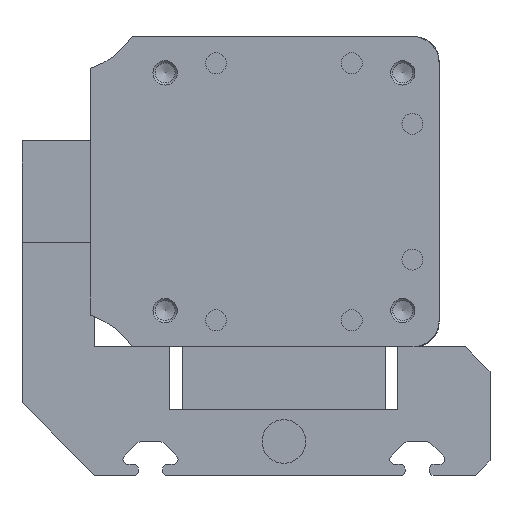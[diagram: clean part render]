
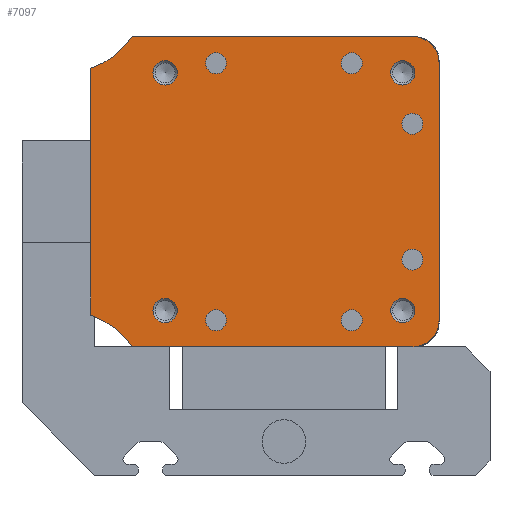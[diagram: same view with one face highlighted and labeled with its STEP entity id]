
A CAD part, left-side view. The second image highlights one B-rep face of the part: STEP entity #7097.
In plain terms, the highlighted planar face has unit normal (-1, 0, 0).
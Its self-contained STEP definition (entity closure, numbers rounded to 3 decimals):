
#402=LINE('',#11284,#1015);
#414=LINE('',#11313,#1027);
#433=LINE('',#11350,#1046);
#449=LINE('',#11386,#1062);
#1015=VECTOR('',#8911,1000.);
#1027=VECTOR('',#8933,1000.);
#1046=VECTOR('',#8960,1000.);
#1062=VECTOR('',#8988,1000.);
#1832=ORIENTED_EDGE('',*,*,#3805,.T.);
#1833=ORIENTED_EDGE('',*,*,#3806,.T.);
#1834=ORIENTED_EDGE('',*,*,#3807,.F.);
#1835=ORIENTED_EDGE('',*,*,#3808,.F.);
#1836=ORIENTED_EDGE('',*,*,#3809,.F.);
#1837=ORIENTED_EDGE('',*,*,#3810,.F.);
#1838=ORIENTED_EDGE('',*,*,#3811,.F.);
#1839=ORIENTED_EDGE('',*,*,#3812,.F.);
#1840=ORIENTED_EDGE('',*,*,#3813,.T.);
#1841=ORIENTED_EDGE('',*,*,#3814,.T.);
#1842=ORIENTED_EDGE('',*,*,#3720,.T.);
#1843=ORIENTED_EDGE('',*,*,#3723,.F.);
#1844=ORIENTED_EDGE('',*,*,#3725,.T.);
#1845=ORIENTED_EDGE('',*,*,#3738,.F.);
#1846=ORIENTED_EDGE('',*,*,#3748,.F.);
#1847=ORIENTED_EDGE('',*,*,#3759,.F.);
#1848=ORIENTED_EDGE('',*,*,#3766,.F.);
#1849=ORIENTED_EDGE('',*,*,#3779,.F.);
#3720=EDGE_CURVE('',#4720,#4721,#5330,.T.);
#3723=EDGE_CURVE('',#4722,#4721,#402,.T.);
#3725=EDGE_CURVE('',#4722,#4723,#5331,.T.);
#3738=EDGE_CURVE('',#4733,#4723,#414,.T.);
#3748=EDGE_CURVE('',#4740,#4733,#5334,.T.);
#3759=EDGE_CURVE('',#4747,#4740,#433,.T.);
#3766=EDGE_CURVE('',#4752,#4747,#5336,.T.);
#3779=EDGE_CURVE('',#4720,#4752,#449,.T.);
#3805=EDGE_CURVE('',#4784,#4784,#5348,.T.);
#3806=EDGE_CURVE('',#4785,#4785,#5349,.T.);
#3807=EDGE_CURVE('',#4786,#4786,#5350,.F.);
#3808=EDGE_CURVE('',#4787,#4787,#5351,.F.);
#3809=EDGE_CURVE('',#4788,#4788,#5352,.F.);
#3810=EDGE_CURVE('',#4789,#4789,#5353,.F.);
#3811=EDGE_CURVE('',#4790,#4790,#5354,.F.);
#3812=EDGE_CURVE('',#4791,#4791,#5355,.F.);
#3813=EDGE_CURVE('',#4792,#4792,#5356,.T.);
#3814=EDGE_CURVE('',#4793,#4793,#5357,.T.);
#4720=VERTEX_POINT('',#11279);
#4721=VERTEX_POINT('',#11280);
#4722=VERTEX_POINT('',#11285);
#4723=VERTEX_POINT('',#11289);
#4733=VERTEX_POINT('',#11312);
#4740=VERTEX_POINT('',#11331);
#4747=VERTEX_POINT('',#11349);
#4752=VERTEX_POINT('',#11363);
#4784=VERTEX_POINT('',#11437);
#4785=VERTEX_POINT('',#11439);
#4786=VERTEX_POINT('',#11441);
#4787=VERTEX_POINT('',#11443);
#4788=VERTEX_POINT('',#11445);
#4789=VERTEX_POINT('',#11447);
#4790=VERTEX_POINT('',#11449);
#4791=VERTEX_POINT('',#11451);
#4792=VERTEX_POINT('',#11453);
#4793=VERTEX_POINT('',#11455);
#5330=CIRCLE('',#7850,17.5);
#5331=CIRCLE('',#7853,17.5);
#5334=CIRCLE('',#7858,5.4);
#5336=CIRCLE('',#7862,5.4);
#5348=CIRCLE('',#7877,2.5);
#5349=CIRCLE('',#7878,2.5);
#5350=CIRCLE('',#7879,2.15);
#5351=CIRCLE('',#7880,2.15);
#5352=CIRCLE('',#7881,2.15);
#5353=CIRCLE('',#7882,2.15);
#5354=CIRCLE('',#7883,2.15);
#5355=CIRCLE('',#7884,2.15);
#5356=CIRCLE('',#7885,2.5);
#5357=CIRCLE('',#7886,2.5);
#5660=EDGE_LOOP('',(#1832));
#5661=EDGE_LOOP('',(#1833));
#5662=EDGE_LOOP('',(#1834));
#5663=EDGE_LOOP('',(#1835));
#5664=EDGE_LOOP('',(#1836));
#5665=EDGE_LOOP('',(#1837));
#5666=EDGE_LOOP('',(#1838));
#5667=EDGE_LOOP('',(#1839));
#5668=EDGE_LOOP('',(#1840));
#5669=EDGE_LOOP('',(#1841));
#5670=EDGE_LOOP('',(#1842,#1843,#1844,#1845,#1846,#1847,#1848,#1849));
#6261=FACE_BOUND('',#5660,.T.);
#6262=FACE_BOUND('',#5661,.T.);
#6263=FACE_BOUND('',#5662,.T.);
#6264=FACE_BOUND('',#5663,.T.);
#6265=FACE_BOUND('',#5664,.T.);
#6266=FACE_BOUND('',#5665,.T.);
#6267=FACE_BOUND('',#5666,.T.);
#6268=FACE_BOUND('',#5667,.T.);
#6269=FACE_BOUND('',#5668,.T.);
#6270=FACE_BOUND('',#5669,.T.);
#6271=FACE_BOUND('',#5670,.T.);
#6859=PLANE('',#7876);
#7097=ADVANCED_FACE('',(#6261,#6262,#6263,#6264,#6265,#6266,#6267,#6268,
#6269,#6270,#6271),#6859,.F.);
#7850=AXIS2_PLACEMENT_3D('',#11278,#8905,#8906);
#7853=AXIS2_PLACEMENT_3D('',#11288,#8915,#8916);
#7858=AXIS2_PLACEMENT_3D('',#11330,#8945,#8946);
#7862=AXIS2_PLACEMENT_3D('',#11362,#8969,#8970);
#7876=AXIS2_PLACEMENT_3D('',#11435,#9024,#9025);
#7877=AXIS2_PLACEMENT_3D('',#11436,#9026,#9027);
#7878=AXIS2_PLACEMENT_3D('',#11438,#9028,#9029);
#7879=AXIS2_PLACEMENT_3D('',#11440,#9030,#9031);
#7880=AXIS2_PLACEMENT_3D('',#11442,#9032,#9033);
#7881=AXIS2_PLACEMENT_3D('',#11444,#9034,#9035);
#7882=AXIS2_PLACEMENT_3D('',#11446,#9036,#9037);
#7883=AXIS2_PLACEMENT_3D('',#11448,#9038,#9039);
#7884=AXIS2_PLACEMENT_3D('',#11450,#9040,#9041);
#7885=AXIS2_PLACEMENT_3D('',#11452,#9042,#9043);
#7886=AXIS2_PLACEMENT_3D('',#11454,#9044,#9045);
#8905=DIRECTION('',(1.,0.,0.));
#8906=DIRECTION('',(0.,0.,-1.));
#8911=DIRECTION('',(0.,0.,1.));
#8915=DIRECTION('',(1.,0.,0.));
#8916=DIRECTION('',(0.,0.,-1.));
#8933=DIRECTION('',(0.,1.,0.));
#8945=DIRECTION('',(1.,0.,0.));
#8946=DIRECTION('',(0.,0.,-1.));
#8960=DIRECTION('',(0.,0.,-1.));
#8969=DIRECTION('',(1.,0.,0.));
#8970=DIRECTION('',(0.,0.,-1.));
#8988=DIRECTION('',(0.,-1.,0.));
#9024=DIRECTION('',(1.,0.,0.));
#9025=DIRECTION('',(0.,0.,-1.));
#9026=DIRECTION('',(1.,0.,0.));
#9027=DIRECTION('',(0.,0.,-1.));
#9028=DIRECTION('',(1.,0.,0.));
#9029=DIRECTION('',(0.,0.,-1.));
#9030=DIRECTION('',(1.,0.,0.));
#9031=DIRECTION('',(0.,0.,-1.));
#9032=DIRECTION('',(1.,0.,0.));
#9033=DIRECTION('',(0.,0.,-1.));
#9034=DIRECTION('',(1.,0.,0.));
#9035=DIRECTION('',(0.,0.,-1.));
#9036=DIRECTION('',(1.,0.,0.));
#9037=DIRECTION('',(0.,0.,-1.));
#9038=DIRECTION('',(1.,0.,0.));
#9039=DIRECTION('',(0.,0.,-1.));
#9040=DIRECTION('',(1.,0.,0.));
#9041=DIRECTION('',(0.,0.,-1.));
#9042=DIRECTION('',(1.,0.,0.));
#9043=DIRECTION('',(0.,0.,-1.));
#9044=DIRECTION('',(1.,0.,0.));
#9045=DIRECTION('',(0.,0.,-1.));
#11278=CARTESIAN_POINT('',(0.,77.7,41.9));
#11279=CARTESIAN_POINT('',(0.,63.269,32.));
#11280=CARTESIAN_POINT('',(0.,71.8,25.425));
#11284=CARTESIAN_POINT('',(0.,71.8,-25.425));
#11285=CARTESIAN_POINT('',(0.,71.8,-25.425));
#11288=CARTESIAN_POINT('',(0.,77.7,-41.9));
#11289=CARTESIAN_POINT('',(0.,63.269,-32.));
#11312=CARTESIAN_POINT('',(0.,5.4,-32.));
#11313=CARTESIAN_POINT('',(0.,5.4,-32.));
#11330=CARTESIAN_POINT('',(0.,5.4,-26.6));
#11331=CARTESIAN_POINT('',(0.,0.,-26.6));
#11349=CARTESIAN_POINT('',(0.,0.,26.6));
#11350=CARTESIAN_POINT('',(0.,0.,26.6));
#11362=CARTESIAN_POINT('',(0.,5.4,26.6));
#11363=CARTESIAN_POINT('',(0.,5.4,32.));
#11386=CARTESIAN_POINT('',(0.,63.269,32.));
#11435=CARTESIAN_POINT('',(0.,77.7,41.9));
#11436=CARTESIAN_POINT('',(0.,7.5,-24.5));
#11437=CARTESIAN_POINT('',(0.,7.5,-27.));
#11438=CARTESIAN_POINT('',(0.,56.5,24.5));
#11439=CARTESIAN_POINT('',(0.,56.5,22.));
#11440=CARTESIAN_POINT('',(0.,5.5,-14.));
#11441=CARTESIAN_POINT('',(0.,5.5,-16.15));
#11442=CARTESIAN_POINT('',(0.,5.5,14.));
#11443=CARTESIAN_POINT('',(0.,5.5,11.85));
#11444=CARTESIAN_POINT('',(0.,18.,-26.5));
#11445=CARTESIAN_POINT('',(0.,18.,-28.65));
#11446=CARTESIAN_POINT('',(0.,46.,-26.5));
#11447=CARTESIAN_POINT('',(0.,46.,-28.65));
#11448=CARTESIAN_POINT('',(0.,18.,26.5));
#11449=CARTESIAN_POINT('',(0.,18.,24.35));
#11450=CARTESIAN_POINT('',(0.,46.,26.5));
#11451=CARTESIAN_POINT('',(0.,46.,24.35));
#11452=CARTESIAN_POINT('',(0.,56.5,-24.5));
#11453=CARTESIAN_POINT('',(0.,56.5,-27.));
#11454=CARTESIAN_POINT('',(0.,7.5,24.5));
#11455=CARTESIAN_POINT('',(0.,7.5,22.));
